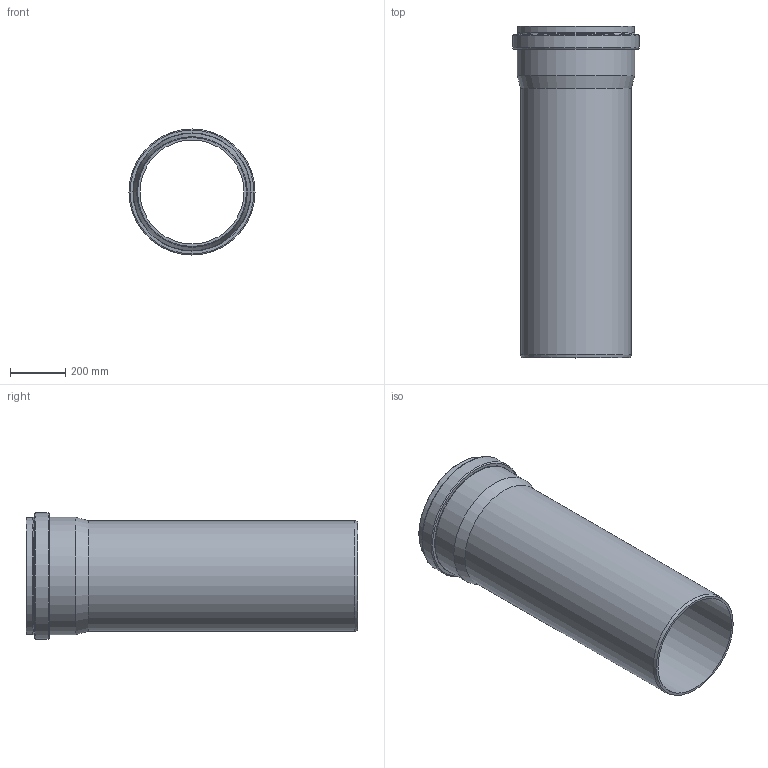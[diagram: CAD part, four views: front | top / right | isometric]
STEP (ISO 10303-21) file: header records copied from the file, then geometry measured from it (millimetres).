
FILE_DESCRIPTION(/* description */ (''),/* implementation_level */ '2;1');
FILE_NAME(/* name */ '770940 KG2000EM Rohr SN10 DN-OD 400x1000.stp',/* time_stamp */ '2022-08-31T08:52:08+02:00',/* author */ ('LWM'),/* organization */ (''),/* preprocessor_version */ 'ST-DEVELOPER v18',/* originating_system */ 'Autodesk Inventor 2020',/* authorisation */ '');
FILE_SCHEMA (('AUTOMOTIVE_DESIGN { 1 0 10303 214 3 1 1 }'));
Length unit declared in the file: millimetre
Products named in the file (1): 778800 KG2000U DN_OD 315 + 777800 KG2000MM DN_OD 315
Bounding box: 456 x 1200 x 456 mm (x, y, z)
Volume: 18179400.5 mm3; surface area: 3052705.3 mm2
Topology: 1 solids, 1 shells, 36 faces, 123 edges, 92 vertices
Faces by surface type: torus 14, cylinder 9, cone 8, plane 5
Full cylindrical faces by diameter (mm): 376 x1, 400 x1, 401.7 x1, 402.1 x2, 423.061 x1, 423.9 x1, 427.7 x1, 456 x1
Entity records: 1498 total; most frequent: DIRECTION 303, CARTESIAN_POINT 252, ORIENTED_EDGE 246, AXIS2_PLACEMENT_3D 143, EDGE_CURVE 123, CIRCLE 106, VERTEX_POINT 92, EDGE_LOOP 41
